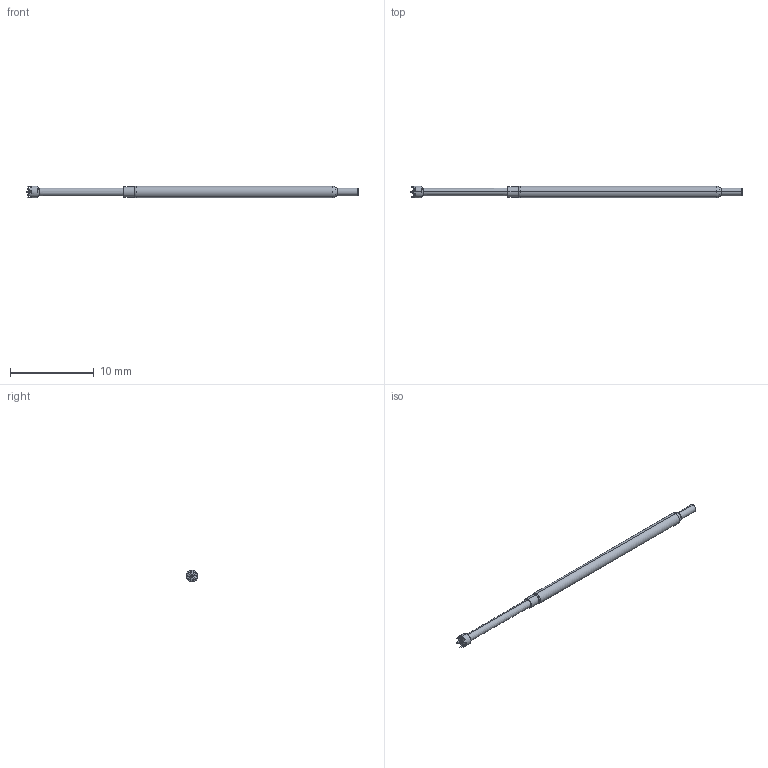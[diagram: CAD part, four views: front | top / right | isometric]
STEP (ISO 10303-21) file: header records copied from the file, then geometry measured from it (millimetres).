
FILE_DESCRIPTION (( 'STEP AP214' ), '1' );
FILE_NAME ('X75-PRP4007_.STEP', '2016-04-19T14:34:18', ( 'spare' ), ( '' ), 'SwSTEP 2.0', 'SolidWorks 2016', '' );
FILE_SCHEMA (( 'AUTOMOTIVE_DESIGN' ));
Length unit declared in the file: inch
Products named in the file (1): X75-PRP4007_
Bounding box: 39.62 x 1.4 x 1.4 mm (x, y, z)
Volume: 46.9 mm3; surface area: 154 mm2
Topology: 1 solids, 1 shells, 115 faces, 226 edges, 114 vertices
Faces by surface type: plane 87, torus 12, cylinder 8, cone 8
Entity records: 4317 total; most frequent: CARTESIAN_POINT 528, DIRECTION 476, ORIENTED_EDGE 452, EDGE_CURVE 226, VECTOR 160, LINE 160, AXIS2_PLACEMENT_3D 158, DIMENSIONAL_EXPONENTS 118
